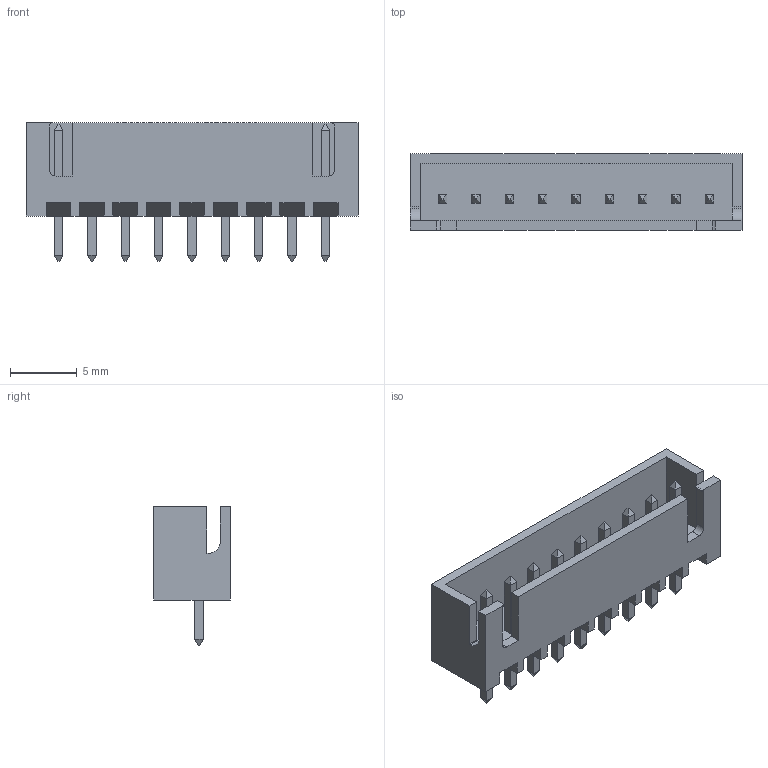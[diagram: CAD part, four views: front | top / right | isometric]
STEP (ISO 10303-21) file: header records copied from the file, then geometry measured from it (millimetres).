
FILE_DESCRIPTION(('FreeCAD Model'),'2;1');
FILE_NAME('B9B-XH-A.step', '2019-08-19T01:01:14',('Author'),(''), 'Open CASCADE STEP processor 6.8','FreeCAD','Unknown');
FILE_SCHEMA(('AUTOMOTIVE_DESIGN_CC2 { 1 2 10303 214 -1 1 5 4 }'));
Length unit declared in the file: millimetre
Products named in the file (1): B9B-XH-A
Bounding box: 24.9 x 5.75 x 10.4 mm (x, y, z)
Volume: 485.2 mm3; surface area: 1162.2 mm2
Topology: 1 solids, 1 shells, 246 faces, 606 edges, 380 vertices
Faces by surface type: plane 240, cylinder 6
Entity records: 8761 total; most frequent: CARTESIAN_POINT 1233, ORIENTED_EDGE 1212, DIRECTION 1112, EDGE_CURVE 606, LINE 594, VECTOR 594, VERTEX_POINT 380, FACE_BOUND 264
